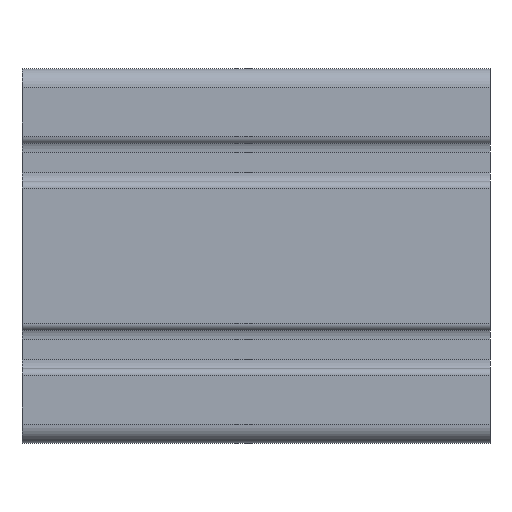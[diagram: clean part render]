
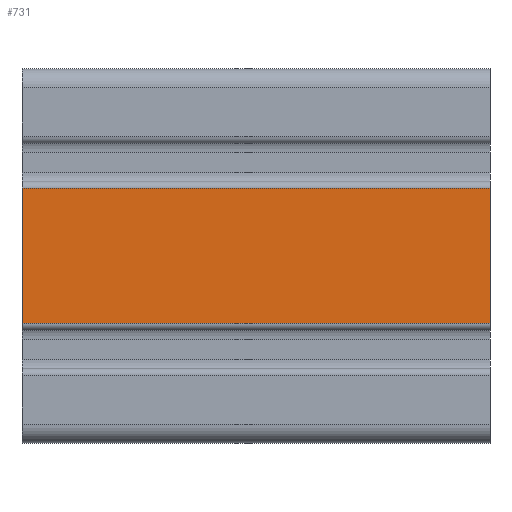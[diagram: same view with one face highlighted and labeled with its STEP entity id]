
A CAD part, top view. The second image highlights one B-rep face of the part: STEP entity #731.
In plain terms, the highlighted planar face has unit normal (0, 0, 1).
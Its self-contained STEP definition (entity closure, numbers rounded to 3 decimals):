
#1 = CARTESIAN_POINT ( 'NONE',  ( -40.816, 60.448, 20. ) ) ;
#186 = VECTOR ( 'NONE', #4025, 1000. ) ;
#201 = LINE ( 'NONE', #476, #3626 ) ;
#316 = DIRECTION ( 'NONE',  ( 0., 1., 0. ) ) ;
#360 = AXIS2_PLACEMENT_3D ( 'NONE', #3361, #4026, #316 ) ;
#361 = ORIENTED_EDGE ( 'NONE', *, *, #3421, .T. ) ;
#461 = CARTESIAN_POINT ( 'NONE',  ( 59.184, 89.348, 20. ) ) ;
#476 = CARTESIAN_POINT ( 'NONE',  ( 59.184, 89.348, 20. ) ) ;
#567 = VERTEX_POINT ( 'NONE', #2601 ) ;
#586 = VERTEX_POINT ( 'NONE', #4242 ) ;
#663 = FACE_OUTER_BOUND ( 'NONE', #1760, .T. ) ;
#731 = ADVANCED_FACE ( 'NONE', ( #663 ), #2362, .F. ) ;
#960 = VECTOR ( 'NONE', #1604, 1000. ) ;
#1036 = DIRECTION ( 'NONE',  ( -1., 0., 0. ) ) ;
#1102 = VECTOR ( 'NONE', #1036, 1000. ) ;
#1595 = LINE ( 'NONE', #2375, #186 ) ;
#1604 = DIRECTION ( 'NONE',  ( 0., -1., 0. ) ) ;
#1760 = EDGE_LOOP ( 'NONE', ( #2356, #2451, #1942, #361 ) ) ;
#1942 = ORIENTED_EDGE ( 'NONE', *, *, #2458, .F. ) ;
#2021 = EDGE_CURVE ( 'NONE', #586, #4139, #1595, .T. ) ;
#2086 = LINE ( 'NONE', #2364, #1102 ) ;
#2130 = VERTEX_POINT ( 'NONE', #461 ) ;
#2356 = ORIENTED_EDGE ( 'NONE', *, *, #2021, .T. ) ;
#2362 = PLANE ( 'NONE',  #360 ) ;
#2364 = CARTESIAN_POINT ( 'NONE',  ( 59.184, 60.448, 20. ) ) ;
#2375 = CARTESIAN_POINT ( 'NONE',  ( -40.816, 89.348, 20. ) ) ;
#2451 = ORIENTED_EDGE ( 'NONE', *, *, #3148, .F. ) ;
#2458 = EDGE_CURVE ( 'NONE', #2130, #567, #3705, .T. ) ;
#2601 = CARTESIAN_POINT ( 'NONE',  ( 59.184, 60.448, 20. ) ) ;
#3148 = EDGE_CURVE ( 'NONE', #567, #4139, #2086, .T. ) ;
#3175 = DIRECTION ( 'NONE',  ( -1., 0., 0. ) ) ;
#3284 = CARTESIAN_POINT ( 'NONE',  ( 59.184, 89.348, 20. ) ) ;
#3361 = CARTESIAN_POINT ( 'NONE',  ( 59.184, 89.348, 20. ) ) ;
#3421 = EDGE_CURVE ( 'NONE', #2130, #586, #201, .T. ) ;
#3626 = VECTOR ( 'NONE', #3175, 1000. ) ;
#3705 = LINE ( 'NONE', #3284, #960 ) ;
#4025 = DIRECTION ( 'NONE',  ( 0., -1., 0. ) ) ;
#4026 = DIRECTION ( 'NONE',  ( 0., 0., -1. ) ) ;
#4139 = VERTEX_POINT ( 'NONE', #1 ) ;
#4242 = CARTESIAN_POINT ( 'NONE',  ( -40.816, 89.348, 20. ) ) ;
